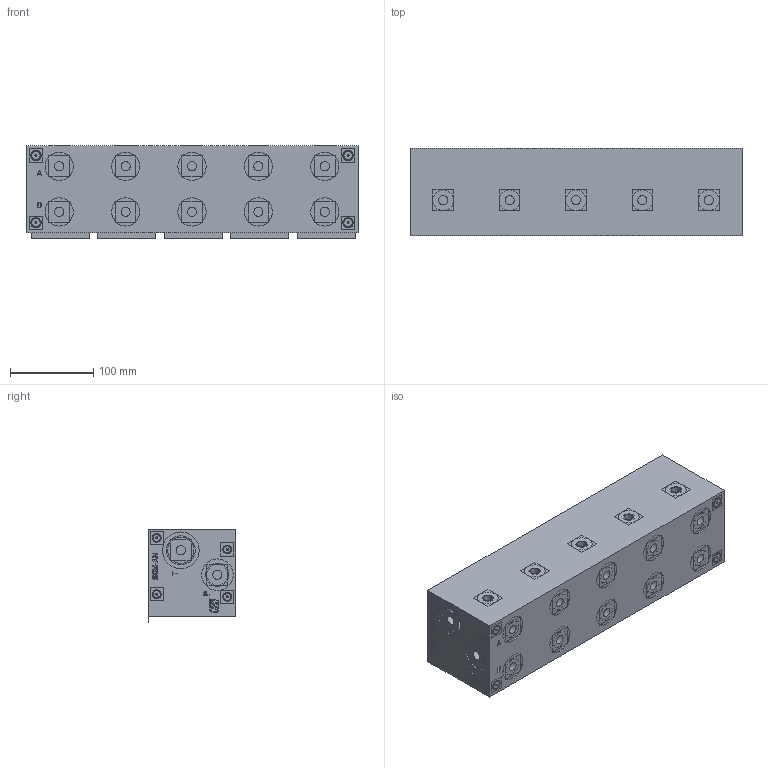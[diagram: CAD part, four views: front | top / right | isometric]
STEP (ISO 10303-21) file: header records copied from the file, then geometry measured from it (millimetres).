
FILE_DESCRIPTION((''),'2;1');
FILE_NAME('MRK5-5G_1_ASM','2013-09-04T',('be-cb'),(''),'PRO/ENGINEER BY PARAMETRIC TECHNOLOGY CORPORATION, 2006010','PRO/ENGINEER BY PARAMETRIC TECHNOLOGY CORPORATION, 2006010','');
FILE_SCHEMA(('CONFIG_CONTROL_DESIGN'));
Length unit declared in the file: millimetre
Products named in the file (8): MRK5-5G_2; FIX_MET_BLOC; FIX_MET_BLOC_ASM; RAC_GAZ_LAR; RAC_GAZ_LAR_ASM; PTABTB-11; CETOP5_ASM; MRK5-5G_1_ASM
Assembly tree (40 placements, depth 3):
  MRK5-5G_1_ASM
    MRK5-5G_2
    FIX_MET_BLOC_ASM  x12
      FIX_MET_BLOC
    RAC_GAZ_LAR_ASM  x19
      RAC_GAZ_LAR
    CETOP5_ASM  x5
      PTABTB-11
Bounding box: 400 x 105 x 112 mm (x, y, z)
Volume: 4249595.2 mm3; surface area: 309603.4 mm2
Topology: 1 solids, 88 shells, 781 faces, 2212 edges, 1508 vertices
Faces by surface type: plane 391, cylinder 286, cone 104
Entity records: 23090 total; most frequent: CARTESIAN_POINT 4493, DIRECTION 3978, ORIENTED_EDGE 3454, EDGE_CURVE 1846, AXIS2_PLACEMENT_3D 1395, VERTEX_POINT 1246, VECTOR 1188, LINE 1188
